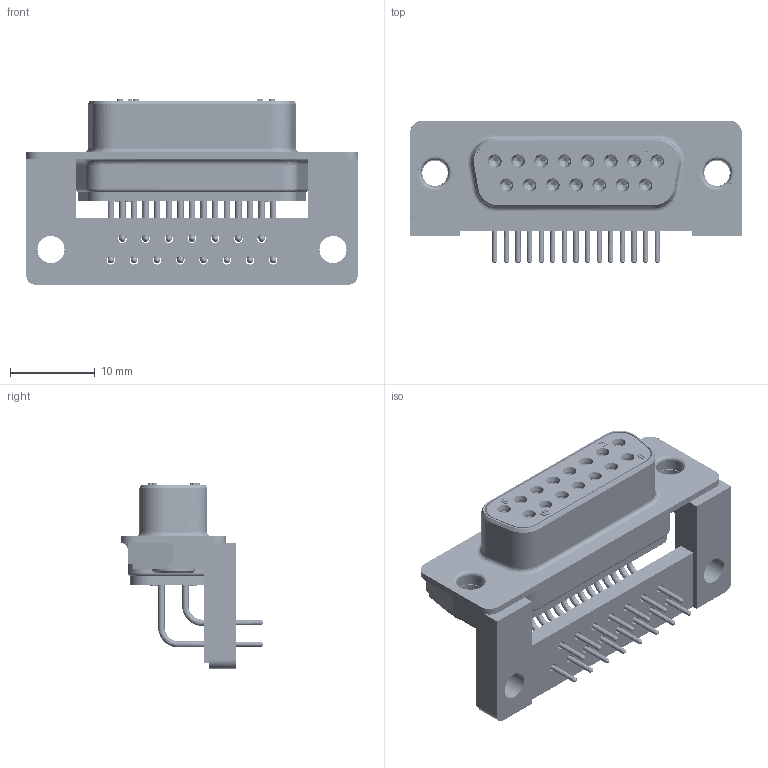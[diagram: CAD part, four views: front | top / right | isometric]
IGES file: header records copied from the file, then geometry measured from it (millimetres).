
Start section: Comment
Global section: file name: 212612043.igs; native system:  By UGS Corp.; preprocessor: XPlus GENERIC/IGES 3.0; author: Author; organization: Title; date: 20080909.163302; units: inch
Bounding box: 39.2 x 16.8 x 21.85 mm (x, y, z)
Surface area: 7683.5 mm2 (no closed solid volume)
Topology: 0 solids, 0 shells, 3300 faces, 17182 edges, 17152 vertices
Faces by surface type: bspline 3300
